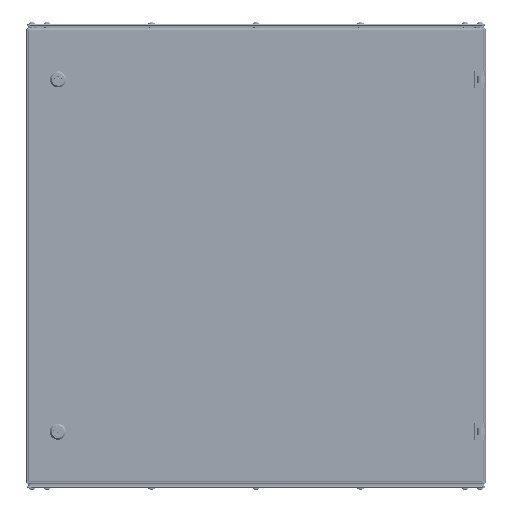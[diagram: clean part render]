
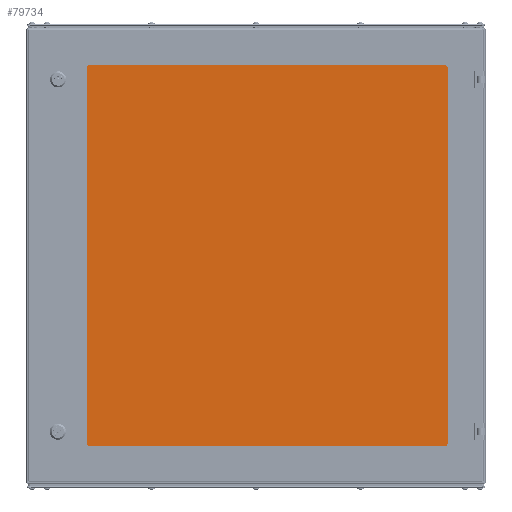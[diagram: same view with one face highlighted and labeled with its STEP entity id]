
A CAD part, top view. The second image highlights one B-rep face of the part: STEP entity #79734.
In plain terms, the highlighted planar face has unit normal (0, 0, 1).
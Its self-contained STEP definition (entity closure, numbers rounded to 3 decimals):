
#1015 = VECTOR ( 'NONE', #83015, 1000. ) ;
#2550 = CARTESIAN_POINT ( 'NONE',  ( -327.75, -345.5, 4. ) ) ;
#2859 = CARTESIAN_POINT ( 'NONE',  ( 317.75, -345.5, 4. ) ) ;
#3280 = DIRECTION ( 'NONE',  ( 1., 0., 0. ) ) ;
#4298 = LINE ( 'NONE', #11721, #1015 ) ;
#4955 = DIRECTION ( 'NONE',  ( -1., 0., 0. ) ) ;
#6894 = DIRECTION ( 'NONE',  ( -1., 0., 0. ) ) ;
#8356 = VECTOR ( 'NONE', #3280, 1000. ) ;
#8398 = CARTESIAN_POINT ( 'NONE',  ( -327.75, -335.5, 4. ) ) ;
#9520 = ORIENTED_EDGE ( 'NONE', *, *, #26652, .T. ) ;
#10160 = DIRECTION ( 'NONE',  ( -1., 0., 0. ) ) ;
#10489 = CARTESIAN_POINT ( 'NONE',  ( -317.75, 345.5, 4. ) ) ;
#10680 = VERTEX_POINT ( 'NONE', #31377 ) ;
#11721 = CARTESIAN_POINT ( 'NONE',  ( -327.75, 345.5, 4. ) ) ;
#16110 = VERTEX_POINT ( 'NONE', #64326 ) ;
#17002 = CIRCLE ( 'NONE', #57146, 10. ) ;
#17278 = VECTOR ( 'NONE', #22227, 1000. ) ;
#18047 = EDGE_CURVE ( 'NONE', #81018, #16110, #17002, .T. ) ;
#18153 = DIRECTION ( 'NONE',  ( 0., 0., 1. ) ) ;
#18524 = ORIENTED_EDGE ( 'NONE', *, *, #78194, .T. ) ;
#20763 = PLANE ( 'NONE',  #27831 ) ;
#20876 = DIRECTION ( 'NONE',  ( 0., 0., 1. ) ) ;
#20998 = VECTOR ( 'NONE', #59383, 1000. ) ;
#22227 = DIRECTION ( 'NONE',  ( 0., 1., 0. ) ) ;
#23181 = AXIS2_PLACEMENT_3D ( 'NONE', #75663, #55546, #56010 ) ;
#23825 = VERTEX_POINT ( 'NONE', #43462 ) ;
#25674 = EDGE_CURVE ( 'NONE', #23825, #30112, #76722, .T. ) ;
#26652 = EDGE_CURVE ( 'NONE', #10680, #81018, #88085, .T. ) ;
#27712 = ORIENTED_EDGE ( 'NONE', *, *, #29271, .T. ) ;
#27831 = AXIS2_PLACEMENT_3D ( 'NONE', #40368, #77604, #4955 ) ;
#29271 = EDGE_CURVE ( 'NONE', #30112, #60013, #4298, .T. ) ;
#30112 = VERTEX_POINT ( 'NONE', #57743 ) ;
#31377 = CARTESIAN_POINT ( 'NONE',  ( -317.75, -345.5, 4. ) ) ;
#33002 = LINE ( 'NONE', #90311, #17278 ) ;
#33073 = CARTESIAN_POINT ( 'NONE',  ( -327.75, -345.5, 4. ) ) ;
#36552 = AXIS2_PLACEMENT_3D ( 'NONE', #81996, #18153, #46560 ) ;
#38537 = ORIENTED_EDGE ( 'NONE', *, *, #80209, .T. ) ;
#39708 = CIRCLE ( 'NONE', #75433, 10. ) ;
#40368 = CARTESIAN_POINT ( 'NONE',  ( 0., 0., 4. ) ) ;
#43462 = CARTESIAN_POINT ( 'NONE',  ( 327.75, 335.5, 4. ) ) ;
#44205 = CARTESIAN_POINT ( 'NONE',  ( 317.75, -335.5, 4. ) ) ;
#46560 = DIRECTION ( 'NONE',  ( -1., 0., 0. ) ) ;
#50769 = ORIENTED_EDGE ( 'NONE', *, *, #79215, .T. ) ;
#52030 = ORIENTED_EDGE ( 'NONE', *, *, #25674, .T. ) ;
#55473 = ORIENTED_EDGE ( 'NONE', *, *, #18047, .T. ) ;
#55546 = DIRECTION ( 'NONE',  ( 0., 0., 1. ) ) ;
#55680 = EDGE_CURVE ( 'NONE', #74749, #61328, #66399, .T. ) ;
#55839 = EDGE_LOOP ( 'NONE', ( #9520, #55473, #18524, #52030, #27712, #38537, #89904, #50769 ) ) ;
#56010 = DIRECTION ( 'NONE',  ( -1., 0., 0. ) ) ;
#57146 = AXIS2_PLACEMENT_3D ( 'NONE', #44205, #73992, #10160 ) ;
#57743 = CARTESIAN_POINT ( 'NONE',  ( 317.75, 345.5, 4. ) ) ;
#59383 = DIRECTION ( 'NONE',  ( 0., -1., 0. ) ) ;
#60013 = VERTEX_POINT ( 'NONE', #10489 ) ;
#61328 = VERTEX_POINT ( 'NONE', #8398 ) ;
#64326 = CARTESIAN_POINT ( 'NONE',  ( 327.75, -335.5, 4. ) ) ;
#66399 = LINE ( 'NONE', #2550, #20998 ) ;
#73992 = DIRECTION ( 'NONE',  ( 0., 0., 1. ) ) ;
#74749 = VERTEX_POINT ( 'NONE', #85581 ) ;
#75433 = AXIS2_PLACEMENT_3D ( 'NONE', #77262, #20876, #6894 ) ;
#75663 = CARTESIAN_POINT ( 'NONE',  ( -317.75, 335.5, 4. ) ) ;
#76722 = CIRCLE ( 'NONE', #36552, 10. ) ;
#77262 = CARTESIAN_POINT ( 'NONE',  ( -317.75, -335.5, 4. ) ) ;
#77604 = DIRECTION ( 'NONE',  ( 0., 0., -1. ) ) ;
#78194 = EDGE_CURVE ( 'NONE', #16110, #23825, #33002, .T. ) ;
#79215 = EDGE_CURVE ( 'NONE', #61328, #10680, #39708, .T. ) ;
#79734 = ADVANCED_FACE ( 'NONE', ( #84593 ), #20763, .F. ) ;
#80209 = EDGE_CURVE ( 'NONE', #60013, #74749, #84380, .T. ) ;
#81018 = VERTEX_POINT ( 'NONE', #2859 ) ;
#81996 = CARTESIAN_POINT ( 'NONE',  ( 317.75, 335.5, 4. ) ) ;
#83015 = DIRECTION ( 'NONE',  ( -1., 0., 0. ) ) ;
#84380 = CIRCLE ( 'NONE', #23181, 10. ) ;
#84593 = FACE_OUTER_BOUND ( 'NONE', #55839, .T. ) ;
#85581 = CARTESIAN_POINT ( 'NONE',  ( -327.75, 335.5, 4. ) ) ;
#88085 = LINE ( 'NONE', #33073, #8356 ) ;
#89904 = ORIENTED_EDGE ( 'NONE', *, *, #55680, .T. ) ;
#90311 = CARTESIAN_POINT ( 'NONE',  ( 327.75, -345.5, 4. ) ) ;
